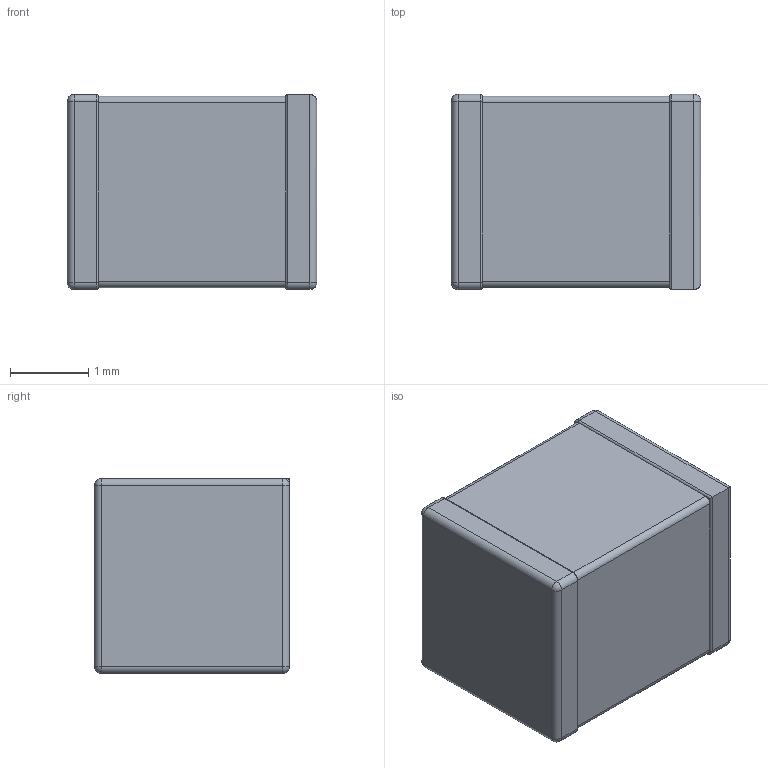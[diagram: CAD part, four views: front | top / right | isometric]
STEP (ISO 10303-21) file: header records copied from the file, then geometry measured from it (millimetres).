
FILE_DESCRIPTION(/* description */ (''),/* implementation_level */ '2;1');
FILE_NAME(/* name */ 'Murata - GRM32E.step',/* time_stamp */ '2024-08-27T15:37:23+01:00',/* author */ (''),/* organization */ (''),/* preprocessor_version */ 'ST-DEVELOPER v20',/* originating_system */ 'Autodesk Translation Framework v13.14.0.145',/* authorisation */ '');
FILE_SCHEMA (('AUTOMOTIVE_DESIGN { 1 0 10303 214 3 1 1 }'));
Length unit declared in the file: millimetre
Products named in the file (1): Murata - GRM32E
Bounding box: 3.2 x 2.5 x 2.5 mm (x, y, z)
Volume: 19.4 mm3; surface area: 43.1 mm2
Topology: 1 solids, 1 shells, 63 faces, 130 edges, 69 vertices
Faces by surface type: cylinder 27, plane 22, torus 7, sphere 7
Entity records: 1674 total; most frequent: DIRECTION 317, CARTESIAN_POINT 263, ORIENTED_EDGE 260, EDGE_CURVE 130, AXIS2_PLACEMENT_3D 123, LINE 71, VECTOR 71, VERTEX_POINT 69
